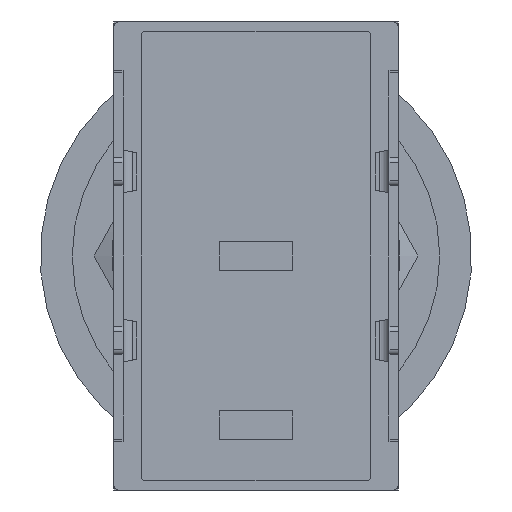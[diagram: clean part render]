
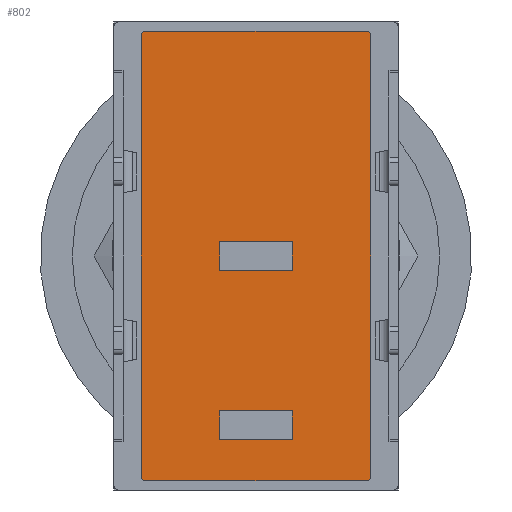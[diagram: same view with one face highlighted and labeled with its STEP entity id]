
A CAD part, front view. The second image highlights one B-rep face of the part: STEP entity #802.
In plain terms, the highlighted planar face has unit normal (0, -1, 0).
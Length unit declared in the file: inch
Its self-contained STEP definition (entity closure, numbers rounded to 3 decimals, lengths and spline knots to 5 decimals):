
#802 = ADVANCED_FACE( '', ( #1522, #1523, #1524 ), #1525, .F. );
#1522 = FACE_BOUND( '', #2205, .T. );
#1523 = FACE_BOUND( '', #2206, .T. );
#1524 = FACE_OUTER_BOUND( '', #2207, .T. );
#1525 = PLANE( '', #2208 );
#2205 = EDGE_LOOP( '', ( #4097, #4098, #4099, #4100 ) );
#2206 = EDGE_LOOP( '', ( #4101, #4102, #4103, #4104 ) );
#2207 = EDGE_LOOP( '', ( #4105, #4106, #4107, #4108, #4109, #4110, #4111, #4112 ) );
#2208 = AXIS2_PLACEMENT_3D( '', #4113, #4114, #4115 );
#4097 = ORIENTED_EDGE( '', *, *, #4978, .F. );
#4098 = ORIENTED_EDGE( '', *, *, #4946, .F. );
#4099 = ORIENTED_EDGE( '', *, *, #4789, .T. );
#4100 = ORIENTED_EDGE( '', *, *, #4989, .T. );
#4101 = ORIENTED_EDGE( '', *, *, #4864, .F. );
#4102 = ORIENTED_EDGE( '', *, *, #5008, .F. );
#4103 = ORIENTED_EDGE( '', *, *, #4598, .T. );
#4104 = ORIENTED_EDGE( '', *, *, #4888, .T. );
#4105 = ORIENTED_EDGE( '', *, *, #4967, .F. );
#4106 = ORIENTED_EDGE( '', *, *, #4404, .F. );
#4107 = ORIENTED_EDGE( '', *, *, #4385, .F. );
#4108 = ORIENTED_EDGE( '', *, *, #4785, .F. );
#4109 = ORIENTED_EDGE( '', *, *, #5010, .F. );
#4110 = ORIENTED_EDGE( '', *, *, #4279, .F. );
#4111 = ORIENTED_EDGE( '', *, *, #4960, .F. );
#4112 = ORIENTED_EDGE( '', *, *, #4815, .F. );
#4113 = CARTESIAN_POINT( '', ( -0.12038, 0., 0.24088 ) );
#4114 = DIRECTION( '', ( 0., 1., 0. ) );
#4115 = DIRECTION( '', ( 0., 0., 1. ) );
#4279 = EDGE_CURVE( '', #5082, #5083, #5084, .T. );
#4385 = EDGE_CURVE( '', #5271, #5272, #5273, .T. );
#4404 = EDGE_CURVE( '', #5272, #5304, #5305, .T. );
#4598 = EDGE_CURVE( '', #5625, #5623, #5626, .T. );
#4785 = EDGE_CURVE( '', #5901, #5271, #5902, .T. );
#4789 = EDGE_CURVE( '', #5907, #5905, #5908, .T. );
#4815 = EDGE_CURVE( '', #5944, #5945, #5946, .T. );
#4864 = EDGE_CURVE( '', #6002, #6000, #6004, .T. );
#4888 = EDGE_CURVE( '', #5623, #6000, #6031, .T. );
#4946 = EDGE_CURVE( '', #5907, #6099, #6101, .T. );
#4960 = EDGE_CURVE( '', #5945, #5082, #6115, .T. );
#4967 = EDGE_CURVE( '', #5304, #5944, #6122, .T. );
#4978 = EDGE_CURVE( '', #6099, #6133, #6135, .T. );
#4989 = EDGE_CURVE( '', #5905, #6133, #6146, .T. );
#5008 = EDGE_CURVE( '', #5625, #6002, #6165, .T. );
#5010 = EDGE_CURVE( '', #5083, #5901, #6167, .T. );
#5082 = VERTEX_POINT( '', #6262 );
#5083 = VERTEX_POINT( '', #6263 );
#5084 = CIRCLE( '', #6264, 0.00512 );
#5271 = VERTEX_POINT( '', #6529 );
#5272 = VERTEX_POINT( '', #6530 );
#5273 = LINE( '', #6531, #6532 );
#5304 = VERTEX_POINT( '', #6575 );
#5305 = CIRCLE( '', #6576, 0.00512 );
#5623 = VERTEX_POINT( '', #7039 );
#5625 = VERTEX_POINT( '', #7042 );
#5626 = LINE( '', #7043, #7044 );
#5901 = VERTEX_POINT( '', #7445 );
#5902 = CIRCLE( '', #7446, 0.00512 );
#5905 = VERTEX_POINT( '', #7450 );
#5907 = VERTEX_POINT( '', #7453 );
#5908 = LINE( '', #7454, #7455 );
#5944 = VERTEX_POINT( '', #7502 );
#5945 = VERTEX_POINT( '', #7503 );
#5946 = CIRCLE( '', #7504, 0.00512 );
#6000 = VERTEX_POINT( '', #7584 );
#6002 = VERTEX_POINT( '', #7587 );
#6004 = LINE( '', #7590, #7591 );
#6031 = LINE( '', #7630, #7631 );
#6099 = VERTEX_POINT( '', #7728 );
#6101 = LINE( '', #7731, #7732 );
#6115 = LINE( '', #7753, #7754 );
#6122 = LINE( '', #7763, #7764 );
#6133 = VERTEX_POINT( '', #7785 );
#6135 = LINE( '', #7788, #7789 );
#6146 = LINE( '', #7802, #7803 );
#6165 = LINE( '', #7825, #7826 );
#6167 = LINE( '', #7828, #7829 );
#6262 = CARTESIAN_POINT( '', ( 0.12038, 0., 0.246 ) );
#6263 = CARTESIAN_POINT( '', ( 0.1255, 0., 0.24088 ) );
#6264 = AXIS2_PLACEMENT_3D( '', #7883, #7884, #7885 );
#6529 = CARTESIAN_POINT( '', ( 0.12038, 0., -0.246 ) );
#6530 = CARTESIAN_POINT( '', ( -0.12038, 0., -0.246 ) );
#6531 = CARTESIAN_POINT( '', ( 0.12038, 0., -0.246 ) );
#6532 = VECTOR( '', #8015, 39.37008 );
#6575 = CARTESIAN_POINT( '', ( -0.1255, 0., -0.24088 ) );
#6576 = AXIS2_PLACEMENT_3D( '', #8034, #8035, #8036 );
#7039 = CARTESIAN_POINT( '', ( 0.0395, 0., -0.2005 ) );
#7042 = CARTESIAN_POINT( '', ( 0.0395, 0., -0.1695 ) );
#7043 = CARTESIAN_POINT( '', ( 0.0395, 0., -0.1695 ) );
#7044 = VECTOR( '', #8242, 39.37008 );
#7445 = CARTESIAN_POINT( '', ( 0.1255, 0., -0.24088 ) );
#7446 = AXIS2_PLACEMENT_3D( '', #8436, #8437, #8438 );
#7450 = CARTESIAN_POINT( '', ( 0.0395, 0., -0.0155 ) );
#7453 = CARTESIAN_POINT( '', ( 0.0395, 0., 0.0155 ) );
#7454 = CARTESIAN_POINT( '', ( 0.0395, 0., 0.0155 ) );
#7455 = VECTOR( '', #8441, 39.37008 );
#7502 = CARTESIAN_POINT( '', ( -0.1255, 0., 0.24088 ) );
#7503 = CARTESIAN_POINT( '', ( -0.12038, 0., 0.246 ) );
#7504 = AXIS2_PLACEMENT_3D( '', #8486, #8487, #8488 );
#7584 = CARTESIAN_POINT( '', ( -0.0395, 0., -0.2005 ) );
#7587 = CARTESIAN_POINT( '', ( -0.0395, 0., -0.1695 ) );
#7590 = CARTESIAN_POINT( '', ( -0.0395, 0., -0.1695 ) );
#7591 = VECTOR( '', #8532, 39.37008 );
#7630 = CARTESIAN_POINT( '', ( 0.0395, 0., -0.2005 ) );
#7631 = VECTOR( '', #8548, 39.37008 );
#7728 = CARTESIAN_POINT( '', ( -0.0395, 0., 0.0155 ) );
#7731 = CARTESIAN_POINT( '', ( 0.0395, 0., 0.0155 ) );
#7732 = VECTOR( '', #8603, 39.37008 );
#7753 = CARTESIAN_POINT( '', ( -0.12038, 0., 0.246 ) );
#7754 = VECTOR( '', #8608, 39.37008 );
#7763 = CARTESIAN_POINT( '', ( -0.1255, 0., -0.24088 ) );
#7764 = VECTOR( '', #8611, 39.37008 );
#7785 = CARTESIAN_POINT( '', ( -0.0395, 0., -0.0155 ) );
#7788 = CARTESIAN_POINT( '', ( -0.0395, 0., 0.0155 ) );
#7789 = VECTOR( '', #8621, 39.37008 );
#7802 = CARTESIAN_POINT( '', ( 0.0395, 0., -0.0155 ) );
#7803 = VECTOR( '', #8624, 39.37008 );
#7825 = CARTESIAN_POINT( '', ( 0.0395, 0., -0.1695 ) );
#7826 = VECTOR( '', #8628, 39.37008 );
#7828 = CARTESIAN_POINT( '', ( 0.1255, 0., 0.24088 ) );
#7829 = VECTOR( '', #8629, 39.37008 );
#7883 = CARTESIAN_POINT( '', ( 0.12038, 0., 0.24088 ) );
#7884 = DIRECTION( '', ( 0., 1., 0. ) );
#7885 = DIRECTION( '', ( 1., 0., 0. ) );
#8015 = DIRECTION( '', ( -1., 0., 0. ) );
#8034 = CARTESIAN_POINT( '', ( -0.12038, 0., -0.24088 ) );
#8035 = DIRECTION( '', ( 0., 1., 0. ) );
#8036 = DIRECTION( '', ( 1., 0., 0. ) );
#8242 = DIRECTION( '', ( 0., 0., -1. ) );
#8436 = CARTESIAN_POINT( '', ( 0.12038, 0., -0.24088 ) );
#8437 = DIRECTION( '', ( 0., 1., 0. ) );
#8438 = DIRECTION( '', ( 1., 0., 0. ) );
#8441 = DIRECTION( '', ( 0., 0., -1. ) );
#8486 = CARTESIAN_POINT( '', ( -0.12038, 0., 0.24088 ) );
#8487 = DIRECTION( '', ( 0., 1., 0. ) );
#8488 = DIRECTION( '', ( 1., 0., 0. ) );
#8532 = DIRECTION( '', ( 0., 0., -1. ) );
#8548 = DIRECTION( '', ( -1., 0., 0. ) );
#8603 = DIRECTION( '', ( -1., 0., 0. ) );
#8608 = DIRECTION( '', ( 1., 0., 0. ) );
#8611 = DIRECTION( '', ( 0., 0., 1. ) );
#8621 = DIRECTION( '', ( 0., 0., -1. ) );
#8624 = DIRECTION( '', ( -1., 0., 0. ) );
#8628 = DIRECTION( '', ( -1., 0., 0. ) );
#8629 = DIRECTION( '', ( 0., 0., -1. ) );
